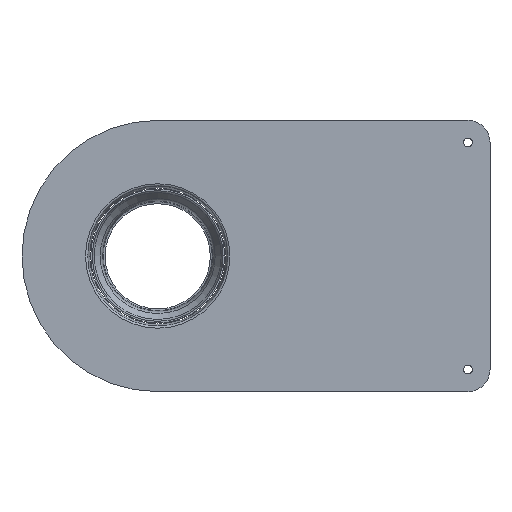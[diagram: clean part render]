
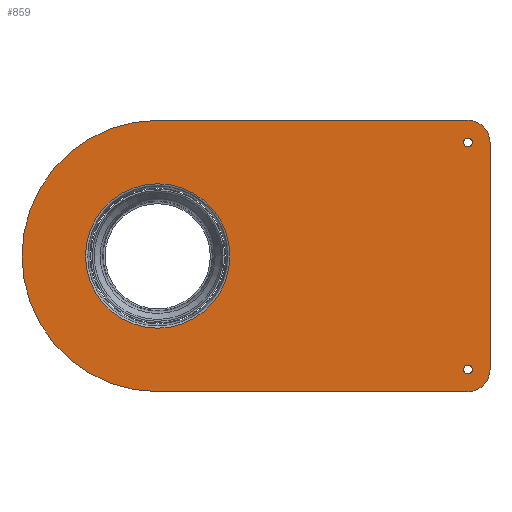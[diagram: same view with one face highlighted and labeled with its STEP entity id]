
A CAD part, top view. The second image highlights one B-rep face of the part: STEP entity #859.
In plain terms, the highlighted planar face has unit normal (0, 0, 1).
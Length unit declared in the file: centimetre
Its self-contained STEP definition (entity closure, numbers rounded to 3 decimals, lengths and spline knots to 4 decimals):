
#41=FACE_BOUND('',#255,.T.);
#42=FACE_BOUND('',#256,.T.);
#43=FACE_BOUND('',#257,.T.);
#54=PLANE('',#969);
#80=LINE('',#1443,#118);
#85=LINE('',#1456,#123);
#91=LINE('',#1483,#129);
#118=VECTOR('',#1147,1.);
#123=VECTOR('',#1160,1.);
#129=VECTOR('',#1192,1.);
#194=FACE_OUTER_BOUND('',#254,.T.);
#254=EDGE_LOOP('',(#715,#716,#717,#718,#719,#720));
#255=EDGE_LOOP('',(#721));
#256=EDGE_LOOP('',(#722));
#257=EDGE_LOOP('',(#723));
#309=CIRCLE('',#938,20.);
#311=CIRCLE('',#942,20.);
#313=CIRCLE('',#945,4.);
#315=CIRCLE('',#948,4.);
#317=CIRCLE('',#951,122.5);
#327=CIRCLE('',#967,65.1782);
#391=VERTEX_POINT('',#1440);
#392=VERTEX_POINT('',#1442);
#394=VERTEX_POINT('',#1448);
#396=VERTEX_POINT('',#1454);
#398=VERTEX_POINT('',#1460);
#400=VERTEX_POINT('',#1466);
#402=VERTEX_POINT('',#1472);
#404=VERTEX_POINT('',#1478);
#412=VERTEX_POINT('',#1507);
#486=EDGE_CURVE('',#391,#392,#80,.T.);
#490=EDGE_CURVE('',#391,#394,#309,.T.);
#493=EDGE_CURVE('',#396,#394,#85,.T.);
#496=EDGE_CURVE('',#398,#396,#311,.T.);
#499=EDGE_CURVE('',#400,#400,#313,.T.);
#502=EDGE_CURVE('',#402,#402,#315,.T.);
#504=EDGE_CURVE('',#392,#404,#317,.T.);
#507=EDGE_CURVE('',#404,#398,#91,.T.);
#520=EDGE_CURVE('',#412,#412,#327,.T.);
#715=ORIENTED_EDGE('',*,*,#507,.F.);
#716=ORIENTED_EDGE('',*,*,#504,.F.);
#717=ORIENTED_EDGE('',*,*,#486,.F.);
#718=ORIENTED_EDGE('',*,*,#490,.T.);
#719=ORIENTED_EDGE('',*,*,#493,.F.);
#720=ORIENTED_EDGE('',*,*,#496,.F.);
#721=ORIENTED_EDGE('',*,*,#499,.T.);
#722=ORIENTED_EDGE('',*,*,#502,.T.);
#723=ORIENTED_EDGE('',*,*,#520,.F.);
#859=ADVANCED_FACE('',(#194,#41,#42,#43),#54,.T.);
#938=AXIS2_PLACEMENT_3D('',#1450,#1154,#1155);
#942=AXIS2_PLACEMENT_3D('',#1462,#1166,#1167);
#945=AXIS2_PLACEMENT_3D('',#1468,#1173,#1174);
#948=AXIS2_PLACEMENT_3D('',#1474,#1180,#1181);
#951=AXIS2_PLACEMENT_3D('',#1479,#1186,#1187);
#967=AXIS2_PLACEMENT_3D('',#1509,#1224,#1225);
#969=AXIS2_PLACEMENT_3D('',#1511,#1228,#1229);
#1147=DIRECTION('',(-1.,0.,0.));
#1154=DIRECTION('center_axis',(0.,0.,1.));
#1155=DIRECTION('ref_axis',(1.,0.,0.));
#1160=DIRECTION('',(0.,-1.,0.));
#1166=DIRECTION('center_axis',(0.,0.,-1.));
#1167=DIRECTION('ref_axis',(1.,0.,0.));
#1173=DIRECTION('center_axis',(0.,0.,-1.));
#1174=DIRECTION('ref_axis',(1.,0.,0.));
#1180=DIRECTION('center_axis',(0.,0.,-1.));
#1181=DIRECTION('ref_axis',(1.,0.,0.));
#1186=DIRECTION('center_axis',(0.,0.,-1.));
#1187=DIRECTION('ref_axis',(1.,0.,0.));
#1192=DIRECTION('',(1.,0.,0.));
#1224=DIRECTION('center_axis',(0.,0.,1.));
#1225=DIRECTION('ref_axis',(1.,0.,0.));
#1228=DIRECTION('center_axis',(0.,0.,1.));
#1229=DIRECTION('ref_axis',(1.,0.,0.));
#1440=CARTESIAN_POINT('',(280.,-122.5,68.));
#1442=CARTESIAN_POINT('',(0.,-122.5,68.));
#1443=CARTESIAN_POINT('',(300.,-122.5,68.));
#1448=CARTESIAN_POINT('',(300.,-102.5,68.));
#1450=CARTESIAN_POINT('Origin',(280.,-102.5,68.));
#1454=CARTESIAN_POINT('',(300.,102.5,68.));
#1456=CARTESIAN_POINT('',(300.,122.5,68.));
#1460=CARTESIAN_POINT('',(280.,122.5,68.));
#1462=CARTESIAN_POINT('Origin',(280.,102.5,68.));
#1466=CARTESIAN_POINT('',(276.,102.5,68.));
#1468=CARTESIAN_POINT('Origin',(280.,102.5,68.));
#1472=CARTESIAN_POINT('',(276.,-102.5,68.));
#1474=CARTESIAN_POINT('Origin',(280.,-102.5,68.));
#1478=CARTESIAN_POINT('',(0.,122.5,68.));
#1479=CARTESIAN_POINT('Origin',(0.,0.,
68.));
#1483=CARTESIAN_POINT('',(91.75,122.5,68.));
#1507=CARTESIAN_POINT('',(0.,65.1782,68.));
#1509=CARTESIAN_POINT('Origin',(0.,0.,
68.));
#1511=CARTESIAN_POINT('Origin',(0.,0.,68.));
